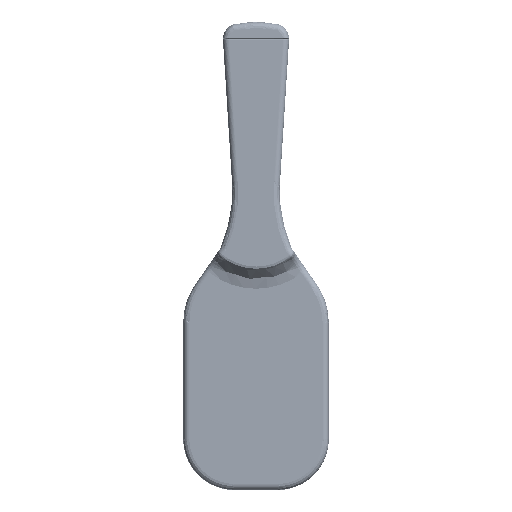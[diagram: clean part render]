
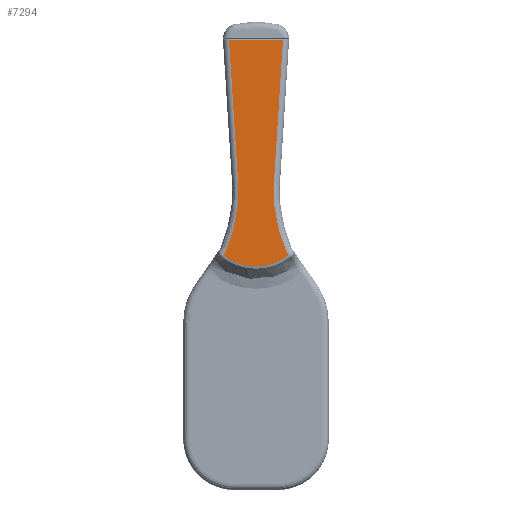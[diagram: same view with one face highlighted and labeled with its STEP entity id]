
A CAD part, front view. The second image highlights one B-rep face of the part: STEP entity #7294.
In plain terms, the highlighted free-form (B-spline) face has degree [1, 1] with [2, 2] control points.
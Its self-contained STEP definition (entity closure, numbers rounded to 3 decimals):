
#6730 = VERTEX_POINT('',#6731);
#6731 = CARTESIAN_POINT('',(-11.858,-10.757,
    -8.152));
#6776 = VERTEX_POINT('',#6777);
#6777 = CARTESIAN_POINT('',(11.858,-10.757,
    -8.152));
#6785 = EDGE_CURVE('',#6730,#6776,#6786,.T.);
#6786 = B_SPLINE_CURVE_WITH_KNOTS('',1,(#6787,#6788),.UNSPECIFIED.,.F.,
  .F.,(2,2),(-13.229,13.229),.PIECEWISE_BEZIER_KNOTS.);
#6787 = CARTESIAN_POINT('',(-11.858,-10.757,
    -8.152));
#6788 = CARTESIAN_POINT('',(11.858,-10.757,
    -8.152));
#7270 = EDGE_CURVE('',#6776,#7271,#7273,.T.);
#7271 = VERTEX_POINT('',#7272);
#7272 = CARTESIAN_POINT('',(11.853,-10.757,
    -8.256));
#7273 = ( BOUNDED_CURVE() B_SPLINE_CURVE(2,(#7274,#7275,#7276),
.UNSPECIFIED.,.F.,.F.) B_SPLINE_CURVE_WITH_KNOTS((3,3),(
    0.027,0.051),.PIECEWISE_BEZIER_KNOTS.) 
CURVE() GEOMETRIC_REPRESENTATION_ITEM() RATIONAL_B_SPLINE_CURVE((1.,
1.,1.)) REPRESENTATION_ITEM('') );
#7274 = CARTESIAN_POINT('',(11.858,-10.757,
    -8.152));
#7275 = CARTESIAN_POINT('',(11.856,-10.757,
    -8.204));
#7276 = CARTESIAN_POINT('',(11.853,-10.757,
    -8.256));
#7294 = ADVANCED_FACE('',(#7295),#7357,.F.);
#7295 = FACE_BOUND('',#7296,.T.);
#7296 = EDGE_LOOP('',(#7297,#7298,#7306,#7313,#7321,#7328,#7336,#7343,
    #7351,#7356));
#7297 = ORIENTED_EDGE('',*,*,#6785,.F.);
#7298 = ORIENTED_EDGE('',*,*,#7299,.F.);
#7299 = EDGE_CURVE('',#7300,#6730,#7302,.T.);
#7300 = VERTEX_POINT('',#7301);
#7301 = CARTESIAN_POINT('',(-11.853,-10.757,
    -8.256));
#7302 = ( BOUNDED_CURVE() B_SPLINE_CURVE(2,(#7303,#7304,#7305),
.UNSPECIFIED.,.F.,.F.) B_SPLINE_CURVE_WITH_KNOTS((3,3),(6.232,
6.256),.PIECEWISE_BEZIER_KNOTS.) CURVE() 
GEOMETRIC_REPRESENTATION_ITEM() RATIONAL_B_SPLINE_CURVE((1.,
1.,1.)) REPRESENTATION_ITEM('') );
#7303 = CARTESIAN_POINT('',(-11.853,-10.757,
    -8.256));
#7304 = CARTESIAN_POINT('',(-11.856,-10.757,
    -8.204));
#7305 = CARTESIAN_POINT('',(-11.858,-10.757,
    -8.152));
#7306 = ORIENTED_EDGE('',*,*,#7307,.F.);
#7307 = EDGE_CURVE('',#7308,#7300,#7310,.T.);
#7308 = VERTEX_POINT('',#7309);
#7309 = CARTESIAN_POINT('',(-7.892,-10.757,
    -70.428));
#7310 = B_SPLINE_CURVE_WITH_KNOTS('',1,(#7311,#7312),.UNSPECIFIED.,.F.,
  .F.,(2,2),(-8.395,61.104),.PIECEWISE_BEZIER_KNOTS.);
#7311 = CARTESIAN_POINT('',(-7.892,-10.757,
    -70.428));
#7312 = CARTESIAN_POINT('',(-11.853,-10.757,
    -8.256));
#7313 = ORIENTED_EDGE('',*,*,#7314,.F.);
#7314 = EDGE_CURVE('',#7315,#7308,#7317,.T.);
#7315 = VERTEX_POINT('',#7316);
#7316 = CARTESIAN_POINT('',(-13.234,-10.757,
    -101.093));
#7317 = ( BOUNDED_CURVE() B_SPLINE_CURVE(2,(#7318,#7319,#7320),
.UNSPECIFIED.,.F.,.F.) B_SPLINE_CURVE_WITH_KNOTS((3,3),(6.045,
6.517),.PIECEWISE_BEZIER_KNOTS.) CURVE() 
GEOMETRIC_REPRESENTATION_ITEM() RATIONAL_B_SPLINE_CURVE((1.,
0.972,1.)) REPRESENTATION_ITEM('') );
#7318 = CARTESIAN_POINT('',(-13.234,-10.757,
    -101.093));
#7319 = CARTESIAN_POINT('',(-6.875,-10.757,
    -86.403));
#7320 = CARTESIAN_POINT('',(-7.892,-10.757,
    -70.428));
#7321 = ORIENTED_EDGE('',*,*,#7322,.F.);
#7322 = EDGE_CURVE('',#7323,#7315,#7325,.T.);
#7323 = VERTEX_POINT('',#7324);
#7324 = CARTESIAN_POINT('',(-14.443,-10.757,
    -102.838));
#7325 = B_SPLINE_CURVE_WITH_KNOTS('',1,(#7326,#7327),.UNSPECIFIED.,.F.,
  .F.,(2,2),(-16.644,-14.277),.PIECEWISE_BEZIER_KNOTS.);
#7326 = CARTESIAN_POINT('',(-14.443,-10.757,
    -102.838));
#7327 = CARTESIAN_POINT('',(-13.234,-10.757,
    -101.093));
#7328 = ORIENTED_EDGE('',*,*,#7329,.F.);
#7329 = EDGE_CURVE('',#7330,#7323,#7332,.T.);
#7330 = VERTEX_POINT('',#7331);
#7331 = CARTESIAN_POINT('',(14.443,-10.757,
    -102.838));
#7332 = ( BOUNDED_CURVE() B_SPLINE_CURVE(2,(#7333,#7334,#7335),
.UNSPECIFIED.,.F.,.F.) B_SPLINE_CURVE_WITH_KNOTS((3,3),(5.609,
6.957),.PIECEWISE_BEZIER_KNOTS.) CURVE() 
GEOMETRIC_REPRESENTATION_ITEM() RATIONAL_B_SPLINE_CURVE((1.,
0.781,1.)) REPRESENTATION_ITEM('') );
#7333 = CARTESIAN_POINT('',(14.443,-10.757,
    -102.838));
#7334 = CARTESIAN_POINT('',(0.,-10.757,
    -114.368));
#7335 = CARTESIAN_POINT('',(-14.443,-10.757,
    -102.838));
#7336 = ORIENTED_EDGE('',*,*,#7337,.F.);
#7337 = EDGE_CURVE('',#7338,#7330,#7340,.T.);
#7338 = VERTEX_POINT('',#7339);
#7339 = CARTESIAN_POINT('',(13.234,-10.757,
    -101.093));
#7340 = B_SPLINE_CURVE_WITH_KNOTS('',1,(#7341,#7342),.UNSPECIFIED.,.F.,
  .F.,(2,2),(14.277,16.644),.PIECEWISE_BEZIER_KNOTS.);
#7341 = CARTESIAN_POINT('',(13.234,-10.757,
    -101.093));
#7342 = CARTESIAN_POINT('',(14.443,-10.757,
    -102.838));
#7343 = ORIENTED_EDGE('',*,*,#7344,.F.);
#7344 = EDGE_CURVE('',#7345,#7338,#7347,.T.);
#7345 = VERTEX_POINT('',#7346);
#7346 = CARTESIAN_POINT('',(7.892,-10.757,
    -70.428));
#7347 = ( BOUNDED_CURVE() B_SPLINE_CURVE(2,(#7348,#7349,#7350),
.UNSPECIFIED.,.F.,.F.) B_SPLINE_CURVE_WITH_KNOTS((3,3),(6.049,
6.521),.PIECEWISE_BEZIER_KNOTS.) CURVE() 
GEOMETRIC_REPRESENTATION_ITEM() RATIONAL_B_SPLINE_CURVE((1.,
0.972,1.)) REPRESENTATION_ITEM('') );
#7348 = CARTESIAN_POINT('',(7.892,-10.757,
    -70.428));
#7349 = CARTESIAN_POINT('',(6.875,-10.757,
    -86.403));
#7350 = CARTESIAN_POINT('',(13.234,-10.757,
    -101.093));
#7351 = ORIENTED_EDGE('',*,*,#7352,.F.);
#7352 = EDGE_CURVE('',#7271,#7345,#7353,.T.);
#7353 = B_SPLINE_CURVE_WITH_KNOTS('',1,(#7354,#7355),.UNSPECIFIED.,.F.,
  .F.,(2,2),(-61.104,8.395),.PIECEWISE_BEZIER_KNOTS.);
#7354 = CARTESIAN_POINT('',(11.853,-10.757,
    -8.256));
#7355 = CARTESIAN_POINT('',(7.892,-10.757,
    -70.428));
#7356 = ORIENTED_EDGE('',*,*,#7270,.F.);
#7357 = B_SPLINE_SURFACE_WITH_KNOTS('',1,1,(
    (#7358,#7359)
    ,(#7360,#7361
    )),.UNSPECIFIED.,.F.,.F.,.F.,(2,2),(2,2),(-16.112,
    16.112),(-52.09,59.184),
  .PIECEWISE_BEZIER_KNOTS.);
#7358 = CARTESIAN_POINT('',(-14.443,-10.757,
    -8.152));
#7359 = CARTESIAN_POINT('',(-14.443,-10.757,
    -107.896));
#7360 = CARTESIAN_POINT('',(14.443,-10.757,
    -8.152));
#7361 = CARTESIAN_POINT('',(14.443,-10.757,
    -107.896));
